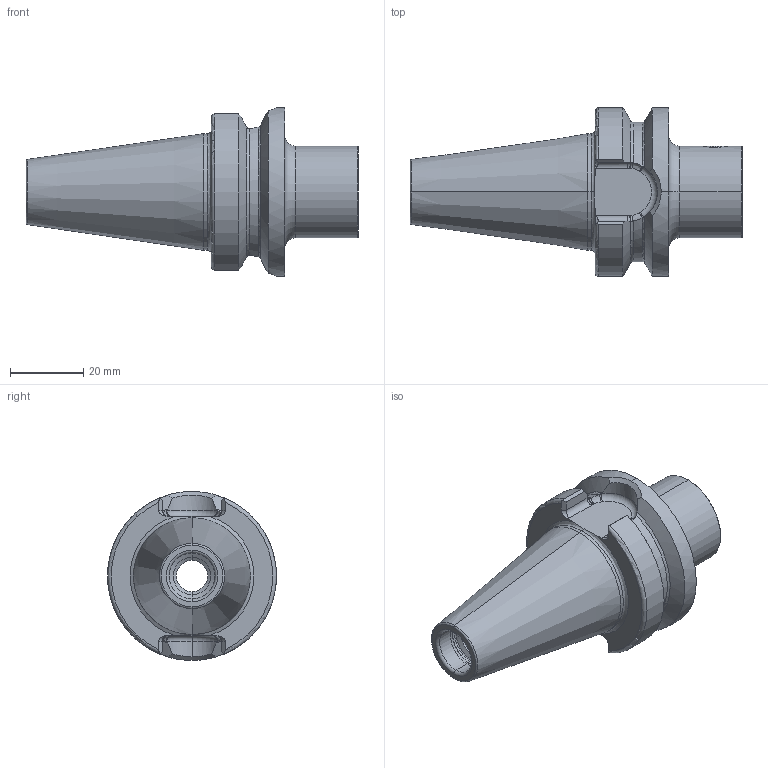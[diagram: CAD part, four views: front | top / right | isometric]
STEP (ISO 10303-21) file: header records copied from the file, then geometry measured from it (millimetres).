
FILE_DESCRIPTION (( 'STEP AP203' ), '1' );
FILE_NAME ('102.312.251.STEP', '2018-03-12T07:41:55', ( 'SWIAdmin' ), ( 'Hewlett-Packard Company' ), 'SwSTEP 2.0', 'SolidWorks 2017', '' );
FILE_SCHEMA (( 'CONFIG_CONTROL_DESIGN' ));
Length unit declared in the file: millimetre
Products named in the file (3): BT3-MB2.K01.042_C; MB2-ER1.001.008_A; 102.312.251
Assembly tree (2 placements, depth 2):
  102.312.251
    BT3-MB2.K01.042_C
    MB2-ER1.001.008_A
Bounding box: 90.4 x 46 x 46 mm (x, y, z)
Volume: 54988.1 mm3; surface area: 14440 mm2
Topology: 2 solids, 2 shells, 178 faces, 425 edges, 253 vertices
Faces by surface type: cylinder 54, plane 41, cone 36, torus 29, bspline 18
Entity records: 6219 total; most frequent: CARTESIAN_POINT 1976, ORIENTED_EDGE 846, DIRECTION 818, EDGE_CURVE 423, AXIS2_PLACEMENT_3D 339, VERTEX_POINT 253, EDGE_LOOP 186, ADVANCED_FACE 178
